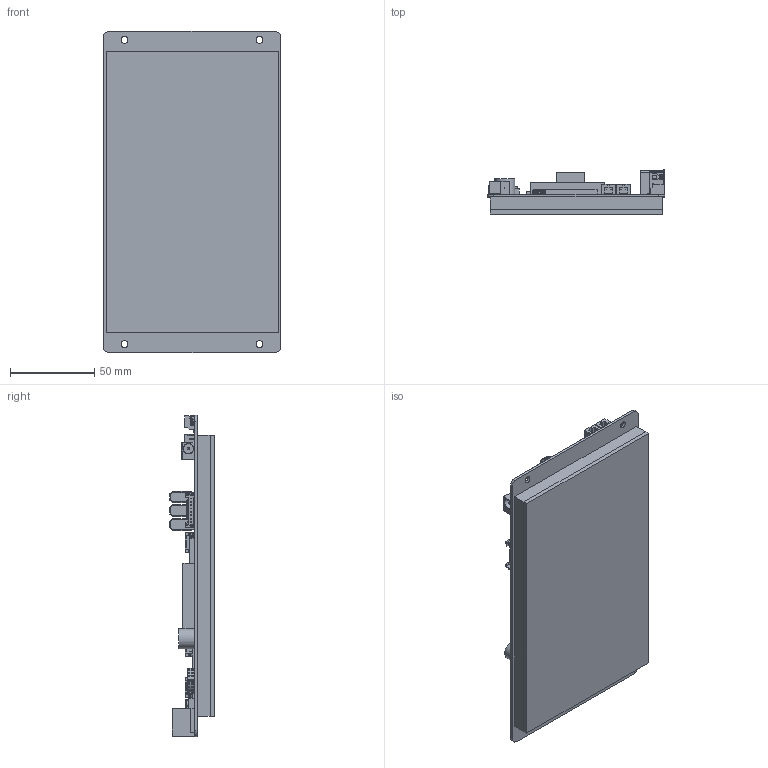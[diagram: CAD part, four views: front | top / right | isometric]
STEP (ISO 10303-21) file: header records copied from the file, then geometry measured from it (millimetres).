
FILE_DESCRIPTION(/* description */ (''),/* implementation_level */ '2;1');
FILE_NAME(/* name */ 'P10600MS070I_T01.stp',/* time_stamp */ '2021-07-22T15:13:53-03:00',/* author */ ('Reservaa'),/* organization */ (''),/* preprocessor_version */ 'ST-DEVELOPER v17',/* originating_system */ 'Autodesk Inventor 2019',/* authorisation */ '');
FILE_SCHEMA (('AUTOMOTIVE_DESIGN { 1 0 10303 214 3 1 1 }'));
Products named in the file (17): Display P10600MS070I_T01; Placa; Tela; Vidro da tela; Processador 7.0; Universal USB; sd; Ethernet connector largura 16,6; Componente de Audio TERMINAR; AB2_USB_MICRO_SMD; Jack; CI06; Buzzer; alsrobot-CR1220 Preto; antena; botaoPower_Android; JST - PH - SMD (R) - 4Pin - 2.00mm
Assembly tree (26 placements, depth 2):
  Display P10600MS070I_T01
    Placa
    Tela
    Vidro da tela
    Processador 7.0
    Universal USB  x3
    sd
    JST - PH - SMD (R) - 4Pin - 2.00mm  x7
    Ethernet connector largura 16,6
    Componente de Audio TERMINAR  x3
    AB2_USB_MICRO_SMD
    Jack
    CI06
    Buzzer
    alsrobot-CR1220 Preto
    antena
    botaoPower_Android
Bounding box: 105.4 x 26.45 x 190.5 mm (x, y, z)
Volume: 223598.8 mm3; surface area: 137985.2 mm2
Topology: 31 solids, 31 shells, 4104 faces, 10627 edges, 6678 vertices
Faces by surface type: plane 3754, cylinder 201, bspline 130, torus 12, cone 5, sphere 2
Full cylindrical faces by diameter (mm): 1 x1, 1.2 x2, 1.3 x1, 1.5 x3, 2.011 x1, 2.441 x1, 2.5 x1, 3.5 x1, 4 x4, 5.85 x1, 11.9 x1
Entity records: 83839 total; most frequent: CARTESIAN_POINT 15729, ORIENTED_EDGE 13818, DIRECTION 12363, EDGE_CURVE 6909, LINE 6289, VECTOR 6289, VERTEX_POINT 4306, AXIS2_PLACEMENT_3D 3037
